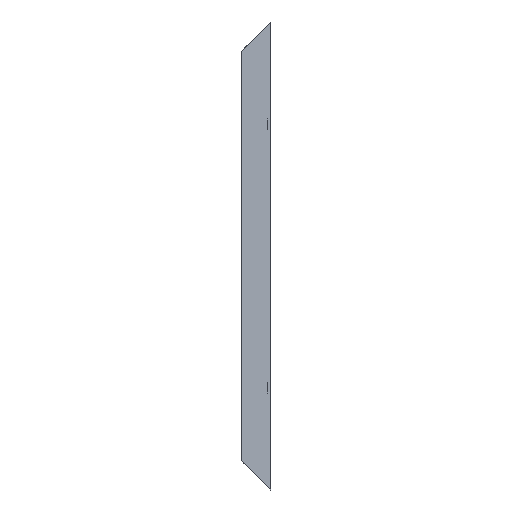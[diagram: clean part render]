
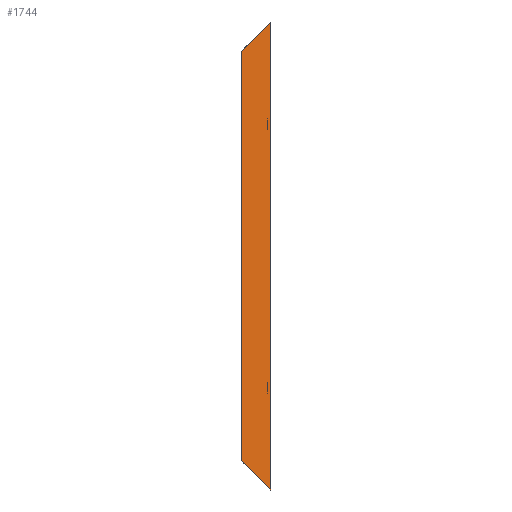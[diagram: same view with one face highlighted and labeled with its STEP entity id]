
A CAD part, front view. The second image highlights one B-rep face of the part: STEP entity #1744.
In plain terms, the highlighted planar face has unit normal (0.139, -0.99, 0).
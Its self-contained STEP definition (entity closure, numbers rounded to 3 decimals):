
#1 = CARTESIAN_POINT ( 'NONE',  ( 10., -152., 80. ) ) ;
#108 = PLANE ( 'NONE',  #2088 ) ;
#196 = VECTOR ( 'NONE', #2284, 1000. ) ;
#403 = VERTEX_POINT ( 'NONE', #1406 ) ;
#485 = DIRECTION ( 'NONE',  ( 0.139, -0.99, 0. ) ) ;
#525 = LINE ( 'NONE', #1399, #1383 ) ;
#536 = VERTEX_POINT ( 'NONE', #735 ) ;
#667 = VERTEX_POINT ( 'NONE', #1044 ) ;
#673 = DIRECTION ( 'NONE',  ( 0.99, 0.139, 0. ) ) ;
#735 = CARTESIAN_POINT ( 'NONE',  ( 0., -153.405, -70. ) ) ;
#761 = VECTOR ( 'NONE', #2007, 1000. ) ;
#809 = CARTESIAN_POINT ( 'NONE',  ( 0., -153.405, 80. ) ) ;
#846 = ORIENTED_EDGE ( 'NONE', *, *, #1701, .F. ) ;
#953 = ORIENTED_EDGE ( 'NONE', *, *, #1039, .T. ) ;
#1039 = EDGE_CURVE ( 'NONE', #536, #667, #1933, .T. ) ;
#1044 = CARTESIAN_POINT ( 'NONE',  ( 10., -152., -80. ) ) ;
#1249 = LINE ( 'NONE', #1, #761 ) ;
#1281 = EDGE_CURVE ( 'NONE', #403, #536, #1991, .T. ) ;
#1363 = DIRECTION ( 'NONE',  ( 0., 0., -1. ) ) ;
#1383 = VECTOR ( 'NONE', #1583, 1000. ) ;
#1399 = CARTESIAN_POINT ( 'NONE',  ( 10., -152., 80. ) ) ;
#1406 = CARTESIAN_POINT ( 'NONE',  ( 0., -153.405, 70. ) ) ;
#1503 = VECTOR ( 'NONE', #1363, 1000. ) ;
#1517 = EDGE_LOOP ( 'NONE', ( #1890, #953, #846, #1825 ) ) ;
#1554 = CARTESIAN_POINT ( 'NONE',  ( 10., -152., 80. ) ) ;
#1583 = DIRECTION ( 'NONE',  ( 0., 0., -1. ) ) ;
#1701 = EDGE_CURVE ( 'NONE', #1983, #667, #525, .T. ) ;
#1734 = CARTESIAN_POINT ( 'NONE',  ( -69.218, -163.133, -0.782 ) ) ;
#1744 = ADVANCED_FACE ( 'NONE', ( #1963 ), #108, .T. ) ;
#1789 = EDGE_CURVE ( 'NONE', #1983, #403, #1249, .T. ) ;
#1825 = ORIENTED_EDGE ( 'NONE', *, *, #1789, .T. ) ;
#1890 = ORIENTED_EDGE ( 'NONE', *, *, #1281, .T. ) ;
#1933 = LINE ( 'NONE', #1734, #196 ) ;
#1963 = FACE_OUTER_BOUND ( 'NONE', #1517, .T. ) ;
#1983 = VERTEX_POINT ( 'NONE', #1554 ) ;
#1991 = LINE ( 'NONE', #809, #1503 ) ;
#2007 = DIRECTION ( 'NONE',  ( -0.704, -0.099, -0.704 ) ) ;
#2088 = AXIS2_PLACEMENT_3D ( 'NONE', #2301, #485, #673 ) ;
#2284 = DIRECTION ( 'NONE',  ( 0.704, 0.099, -0.704 ) ) ;
#2301 = CARTESIAN_POINT ( 'NONE',  ( 10., -152., 80. ) ) ;
